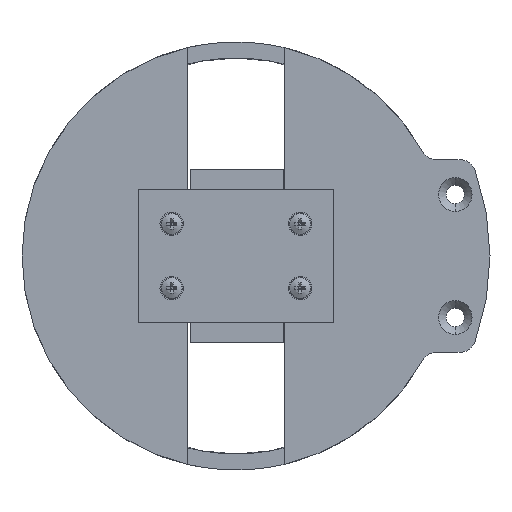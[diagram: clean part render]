
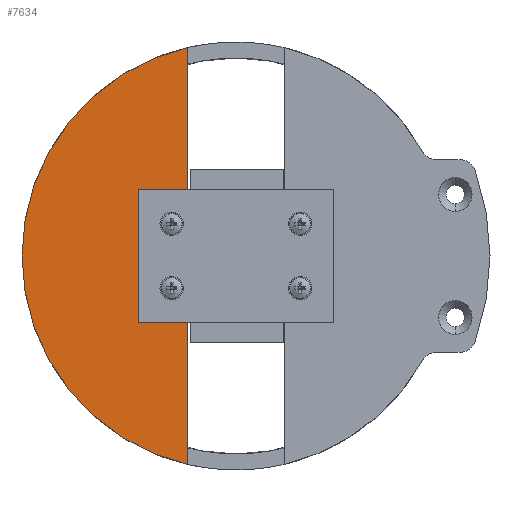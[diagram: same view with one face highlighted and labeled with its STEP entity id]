
A CAD part, left-side view. The second image highlights one B-rep face of the part: STEP entity #7634.
In plain terms, the highlighted planar face has unit normal (-1, 0, 0).
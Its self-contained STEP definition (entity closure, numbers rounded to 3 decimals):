
#48 = VERTEX_POINT ( 'NONE', #5542 ) ;
#77 = EDGE_CURVE ( 'NONE', #48, #10682, #23346, .T. ) ;
#386 = AXIS2_PLACEMENT_3D ( 'NONE', #3274, #27564, #30837 ) ;
#531 = DIRECTION ( 'NONE',  ( -1., 0., 0. ) ) ;
#2443 = ORIENTED_EDGE ( 'NONE', *, *, #77, .F. ) ;
#3274 = CARTESIAN_POINT ( 'NONE',  ( 0., 0., 0. ) ) ;
#3630 = VERTEX_POINT ( 'NONE', #32469 ) ;
#3834 = CIRCLE ( 'NONE', #38410, 1.1 ) ;
#3857 = VERTEX_POINT ( 'NONE', #8097 ) ;
#4664 = CARTESIAN_POINT ( 'NONE',  ( 0., 9., -40. ) ) ;
#5542 = CARTESIAN_POINT ( 'NONE',  ( 0., 9., -38.974 ) ) ;
#5670 = DIRECTION ( 'NONE',  ( 0., 0., 1. ) ) ;
#6521 = CARTESIAN_POINT ( 'NONE',  ( 0., 12., -6. ) ) ;
#7634 = ADVANCED_FACE ( 'NONE', ( #30925, #7743, #8227 ), #18286, .F. ) ;
#7743 = FACE_BOUND ( 'NONE', #16986, .T. ) ;
#8097 = CARTESIAN_POINT ( 'NONE',  ( 0., 12., 7.1 ) ) ;
#8182 = VERTEX_POINT ( 'NONE', #18120 ) ;
#8227 = FACE_OUTER_BOUND ( 'NONE', #12793, .T. ) ;
#8363 = VECTOR ( 'NONE', #19292, 1000. ) ;
#9241 = DIRECTION ( 'NONE',  ( 0., 0., 1. ) ) ;
#9430 = ORIENTED_EDGE ( 'NONE', *, *, #32888, .F. ) ;
#10682 = VERTEX_POINT ( 'NONE', #27059 ) ;
#11490 = DIRECTION ( 'NONE',  ( 1., 0., 0. ) ) ;
#11803 = CIRCLE ( 'NONE', #31096, 1.1 ) ;
#12057 = EDGE_CURVE ( 'NONE', #17614, #3630, #37274, .T. ) ;
#12063 = DIRECTION ( 'NONE',  ( -1., 0., 0. ) ) ;
#12793 = EDGE_LOOP ( 'NONE', ( #2443, #26782 ) ) ;
#15057 = DIRECTION ( 'NONE',  ( 0., 0., 1. ) ) ;
#15914 = ORIENTED_EDGE ( 'NONE', *, *, #27283, .F. ) ;
#16986 = EDGE_LOOP ( 'NONE', ( #31426, #37187 ) ) ;
#17450 = CARTESIAN_POINT ( 'NONE',  ( 0., 0., 0. ) ) ;
#17614 = VERTEX_POINT ( 'NONE', #27678 ) ;
#17769 = DIRECTION ( 'NONE',  ( 0., 0., 1. ) ) ;
#18120 = CARTESIAN_POINT ( 'NONE',  ( 0., 12., 4.9 ) ) ;
#18286 = PLANE ( 'NONE',  #386 ) ;
#19292 = DIRECTION ( 'NONE',  ( 0., 0., -1. ) ) ;
#19924 = EDGE_CURVE ( 'NONE', #10682, #48, #21302, .T. ) ;
#21302 = LINE ( 'NONE', #4664, #8363 ) ;
#21574 = EDGE_CURVE ( 'NONE', #3630, #17614, #34216, .T. ) ;
#23346 = CIRCLE ( 'NONE', #24026, 40. ) ;
#23953 = CARTESIAN_POINT ( 'NONE',  ( 0., 12., 6. ) ) ;
#24026 = AXIS2_PLACEMENT_3D ( 'NONE', #17450, #11490, #5670 ) ;
#24283 = DIRECTION ( 'NONE',  ( -1., 0., 0. ) ) ;
#26218 = AXIS2_PLACEMENT_3D ( 'NONE', #6521, #531, #9241 ) ;
#26782 = ORIENTED_EDGE ( 'NONE', *, *, #19924, .F. ) ;
#27044 = CARTESIAN_POINT ( 'NONE',  ( 0., 12., -6. ) ) ;
#27059 = CARTESIAN_POINT ( 'NONE',  ( 0., 9., 38.974 ) ) ;
#27283 = EDGE_CURVE ( 'NONE', #8182, #3857, #3834, .T. ) ;
#27371 = DIRECTION ( 'NONE',  ( 0., 0., 1. ) ) ;
#27564 = DIRECTION ( 'NONE',  ( 1., 0., 0. ) ) ;
#27678 = CARTESIAN_POINT ( 'NONE',  ( 0., 12., -4.9 ) ) ;
#29215 = AXIS2_PLACEMENT_3D ( 'NONE', #27044, #32526, #17769 ) ;
#30837 = DIRECTION ( 'NONE',  ( 0., 0., -1. ) ) ;
#30925 = FACE_BOUND ( 'NONE', #34595, .T. ) ;
#31096 = AXIS2_PLACEMENT_3D ( 'NONE', #23953, #12063, #15057 ) ;
#31426 = ORIENTED_EDGE ( 'NONE', *, *, #12057, .F. ) ;
#32469 = CARTESIAN_POINT ( 'NONE',  ( 0., 12., -7.1 ) ) ;
#32526 = DIRECTION ( 'NONE',  ( -1., 0., 0. ) ) ;
#32888 = EDGE_CURVE ( 'NONE', #3857, #8182, #11803, .T. ) ;
#33644 = CARTESIAN_POINT ( 'NONE',  ( 0., 12., 6. ) ) ;
#34216 = CIRCLE ( 'NONE', #26218, 1.1 ) ;
#34595 = EDGE_LOOP ( 'NONE', ( #9430, #15914 ) ) ;
#37187 = ORIENTED_EDGE ( 'NONE', *, *, #21574, .F. ) ;
#37274 = CIRCLE ( 'NONE', #29215, 1.1 ) ;
#38410 = AXIS2_PLACEMENT_3D ( 'NONE', #33644, #24283, #27371 ) ;
